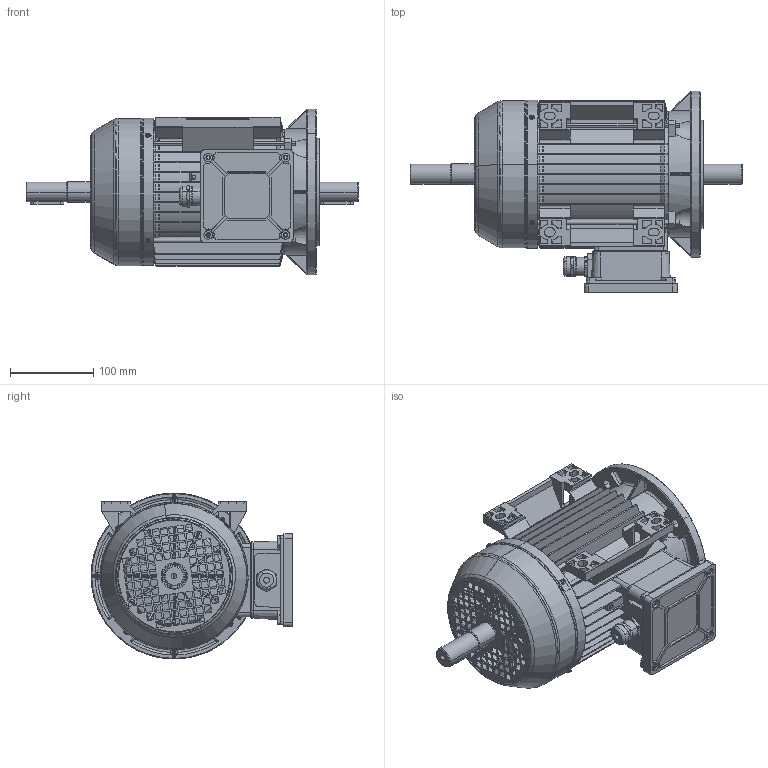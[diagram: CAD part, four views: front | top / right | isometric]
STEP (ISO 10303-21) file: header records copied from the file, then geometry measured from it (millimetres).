
FILE_DESCRIPTION (( 'STEP AP214' ), '1' );
FILE_NAME ('FCAP 90L-B3 B5-IC411-2-4-6-8 POLI-TB RIGHT-DOUBLE SHAFT.STEP', '2024-09-20T07:07:10', ( '' ), ( '' ), 'SwSTEP 2.0', 'SolidWorks 2024', '' );
FILE_SCHEMA (( 'AUTOMOTIVE_DESIGN' ));
Length unit declared in the file: millimetre
Products named in the file (16): Coperchio scatola morsetti 90; Radial Ball Bearing_68_SKF1_SKF - 6205 - 12,DE,AC,12_68; Ventola 90; Coprimorsettiera 90_STANDARD DEFINITIVO-1 FORO CENTRALE M20; Scudo C90 Ant. e Post.; Flangia FC90 B3B5_Cuscinetto_6205; FCAP 90L-B3 B5-IC411-2-4-6-8 POLI-TB RIGHT-DOUBLE SHAFT; Copriventola 90; Guarnizione scatola-motore 90; Tirante M5 L.182; PRESSACAVO M20; parallel_din_Parallel key A8 x 7 x 40 DIN 6885; pan head cross recess screw_iso_ISO 7045 - M3 x 10 - Z --- 10C; Carcassa C90L-B3-bas-lat; Albero C-FC90L_Pacco H = 90; Guarnizione scatola-coperchio 90
Assembly tree (24 placements, depth 2):
  FCAP 90L-B3 B5-IC411-2-4-6-8 POLI-TB RIGHT-DOUBLE SHAFT
    Albero C-FC90L_Pacco H = 90  x2
    Flangia FC90 B3B5_Cuscinetto_6205
    Radial Ball Bearing_68_SKF1_SKF - 6205 - 12,DE,AC,12_68  x2
    Tirante M5 L.182  x4
    Scudo C90 Ant. e Post.
    Ventola 90
    Copriventola 90
    parallel_din_Parallel key A8 x 7 x 40 DIN 6885  x2
    pan head cross recess screw_iso_ISO 7045 - M3 x 10 - Z --- 10C  x4
    PRESSACAVO M20
    Coperchio scatola morsetti 90
    Coprimorsettiera 90_STANDARD DEFINITIVO-1 FORO CENTRALE M20
    Guarnizione scatola-motore 90
    Guarnizione scatola-coperchio 90
    Carcassa C90L-B3-bas-lat
Bounding box: 399 x 242.12 x 199.24 mm (x, y, z)
Volume: 1663480.6 mm3; surface area: 913109.1 mm2
Topology: 24 solids, 25 shells, 4206 faces, 11546 edges, 7267 vertices
Faces by surface type: plane 1577, cylinder 969, torus 532, cone 497, bspline 425, sphere 206
Entity records: 144306 total; most frequent: CARTESIAN_POINT 51807, ORIENTED_EDGE 20592, DIRECTION 17796, EDGE_CURVE 10296, AXIS2_PLACEMENT_3D 6660, VERTEX_POINT 6542, VECTOR 4476, LINE 4476
